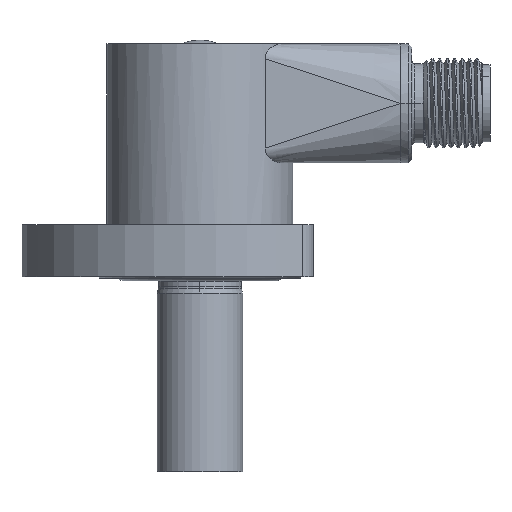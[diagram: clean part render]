
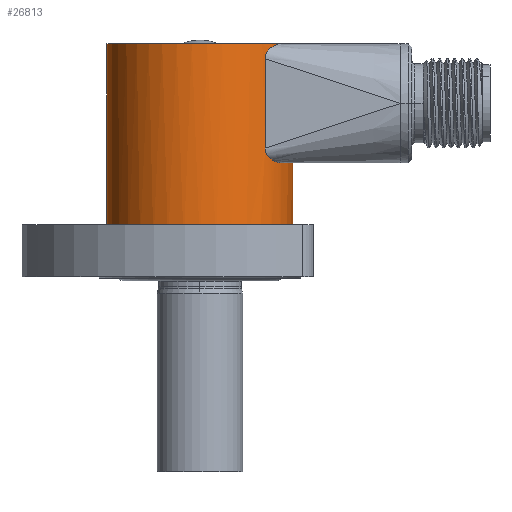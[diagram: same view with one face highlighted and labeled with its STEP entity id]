
A CAD part, front view. The second image highlights one B-rep face of the part: STEP entity #26813.
In plain terms, the highlighted cylindrical face has radius 12.5 mm (diameter 25 mm), a partial arc.
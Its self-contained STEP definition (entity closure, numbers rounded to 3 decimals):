
#7609=CARTESIAN_POINT('',(0.,0.,27.3));
#7610=DIRECTION('',(0.,0.,1.));
#7611=DIRECTION('',(-1.,0.,0.));
#7612=AXIS2_PLACEMENT_3D('',#7609,#7610,#7611);
#7802=CARTESIAN_POINT('',(0.,0.,0.2));
#7803=DIRECTION('',(0.,0.,1.));
#7804=DIRECTION('',(-1.,0.,0.));
#7805=AXIS2_PLACEMENT_3D('',#7802,#7803,#7804);
#7817=DIRECTION('',(0.,0.,1.));
#7818=VECTOR('',#7817,27.1);
#7819=CARTESIAN_POINT('',(-12.5,0.,0.2));
#7820=LINE('',#7819,#7818);
#7821=CARTESIAN_POINT('',(10.946,-6.036,27.3));
#7822=CARTESIAN_POINT('',(10.807,-6.288,27.3));
#7823=CARTESIAN_POINT('',(10.528,-6.752,27.263));
#7824=CARTESIAN_POINT('',(10.125,-7.341,27.13));
#7825=CARTESIAN_POINT('',(9.746,-7.834,26.937));
#7826=CARTESIAN_POINT('',(9.406,-8.237,26.689));
#7827=CARTESIAN_POINT('',(9.118,-8.553,26.389));
#7828=CARTESIAN_POINT('',(8.906,-8.772,26.044));
#7829=CARTESIAN_POINT('',(8.787,-8.891,25.669));
#7830=CARTESIAN_POINT('',(8.765,-8.912,25.424));
#7831=CARTESIAN_POINT('',(8.765,-8.912,25.3));
#7833=DIRECTION('',(0.,0.,-1.));
#7834=VECTOR('',#7833,12.);
#7835=CARTESIAN_POINT('',(8.765,-8.912,25.3));
#7836=LINE('',#7835,#7834);
#7837=CARTESIAN_POINT('',(8.765,-8.912,13.3));
#7838=CARTESIAN_POINT('',(8.765,-8.912,13.176));
#7839=CARTESIAN_POINT('',(8.787,-8.891,12.93));
#7840=CARTESIAN_POINT('',(8.906,-8.772,12.556));
#7841=CARTESIAN_POINT('',(9.119,-8.552,12.21));
#7842=CARTESIAN_POINT('',(9.407,-8.237,11.91));
#7843=CARTESIAN_POINT('',(9.747,-7.833,11.663));
#7844=CARTESIAN_POINT('',(10.125,-7.341,11.469));
#7845=CARTESIAN_POINT('',(10.529,-6.752,11.337));
#7846=CARTESIAN_POINT('',(10.807,-6.288,11.3));
#7847=CARTESIAN_POINT('',(10.946,-6.036,11.3));
#7849=DIRECTION('',(0.,0.,-1.));
#7850=VECTOR('',#7849,11.1);
#7851=CARTESIAN_POINT('',(12.5,0.,11.3));
#7852=LINE('',#7851,#7850);
#7881=CARTESIAN_POINT('',(0.,0.,11.3));
#7882=DIRECTION('',(0.,0.,1.));
#7883=DIRECTION('',(0.876,-0.483,0.));
#7884=AXIS2_PLACEMENT_3D('',#7881,#7882,#7883);
#14886=CARTESIAN_POINT('',(12.5,0.,11.3));
#14887=CARTESIAN_POINT('',(12.5,0.,0.2));
#14888=VERTEX_POINT('',#14886);
#14889=VERTEX_POINT('',#14887);
#14896=CARTESIAN_POINT('',(-12.5,0.,27.3));
#14897=VERTEX_POINT('',#14896);
#14898=CARTESIAN_POINT('',(-12.5,0.,0.2));
#14899=VERTEX_POINT('',#14898);
#14900=CARTESIAN_POINT('',(10.946,-6.036,27.3));
#14901=VERTEX_POINT('',#14900);
#14902=VERTEX_POINT('',#7831);
#14903=CARTESIAN_POINT('',(8.765,-8.912,13.3));
#14904=VERTEX_POINT('',#14903);
#14905=VERTEX_POINT('',#7847);
#26795=CARTESIAN_POINT('',(0.,0.,-0.342));
#26796=DIRECTION('',(0.,0.,1.));
#26797=DIRECTION('',(1.,0.,0.));
#26798=AXIS2_PLACEMENT_3D('',#26795,#26796,#26797);
#26799=CYLINDRICAL_SURFACE('',#26798,12.5);
#26800=ORIENTED_EDGE('',*,*,#26784,.F.);
#26801=ORIENTED_EDGE('',*,*,#26773,.T.);
#26802=ORIENTED_EDGE('',*,*,#26605,.T.);
#26803=ORIENTED_EDGE('',*,*,#26636,.T.);
#26805=ORIENTED_EDGE('',*,*,#26804,.T.);
#26807=ORIENTED_EDGE('',*,*,#26806,.T.);
#26809=ORIENTED_EDGE('',*,*,#26808,.T.);
#26810=ORIENTED_EDGE('',*,*,#26765,.T.);
#26811=EDGE_LOOP('',(#26800,#26801,#26802,#26803,#26805,#26807,#26809,#26810));
#26812=FACE_OUTER_BOUND('',#26811,.F.);
#26813=ADVANCED_FACE('',(#26812),#26799,.T.);
#7613=CIRCLE('',#7612,12.5);
#7806=CIRCLE('',#7805,12.5);
#7832=B_SPLINE_CURVE_WITH_KNOTS('',3,(#7821,#7822,#7823,#7824,#7825,#7826,#7827,
#7828,#7829,#7830,#7831),.UNSPECIFIED.,.F.,.F.,(4,1,1,1,1,1,1,1,4),(0.,
0.125,0.25,0.375,0.5,0.625,0.75,0.875,1.),.UNSPECIFIED.);
#7848=B_SPLINE_CURVE_WITH_KNOTS('',3,(#7837,#7838,#7839,#7840,#7841,#7842,#7843,
#7844,#7845,#7846,#7847),.UNSPECIFIED.,.F.,.F.,(4,1,1,1,1,1,1,1,4),(0.,
0.125,0.25,0.375,0.5,0.625,0.75,0.875,1.),.UNSPECIFIED.);
#7885=CIRCLE('',#7884,12.5);
#26605=EDGE_CURVE('',#14897,#14901,#7613,.T.);
#26636=EDGE_CURVE('',#14901,#14902,#7832,.T.);
#26765=EDGE_CURVE('',#14888,#14889,#7852,.T.);
#26773=EDGE_CURVE('',#14899,#14897,#7820,.T.);
#26784=EDGE_CURVE('',#14899,#14889,#7806,.T.);
#26804=EDGE_CURVE('',#14902,#14904,#7836,.T.);
#26806=EDGE_CURVE('',#14904,#14905,#7848,.T.);
#26808=EDGE_CURVE('',#14905,#14888,#7885,.T.);
